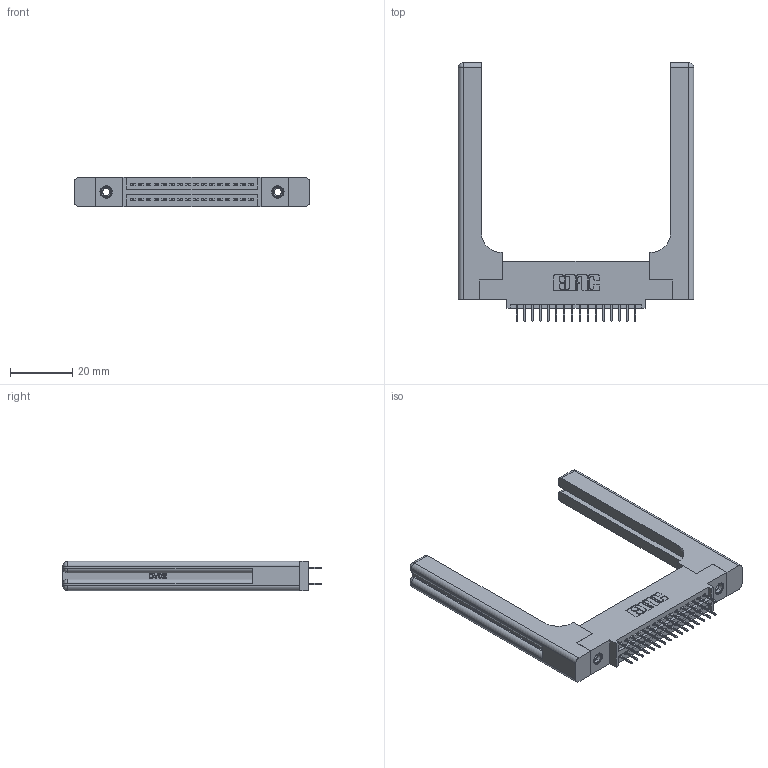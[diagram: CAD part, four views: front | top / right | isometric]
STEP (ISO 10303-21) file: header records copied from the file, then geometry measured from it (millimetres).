
FILE_DESCRIPTION (( 'STEP AP203' ), '1' );
FILE_NAME ('345-032-524-558.STEP', '2019-10-28T03:56:14', ( '' ), ( '' ), 'SwSTEP 2.0', 'SolidWorks 2016', '' );
FILE_SCHEMA (( 'CONFIG_CONTROL_DESIGN' ));
Length unit declared in the file: inch
Products named in the file (5): 345 Part_0.110 Offset - 0.156 Dia-TH; 345-250-001_345-250-001-102; 345-032-524-558; 345-220-058_345-220-058; 345-292-001_345-293-124
Assembly tree (37 placements, depth 2):
  345-032-524-558
    345 Part_0.110 Offset - 0.156 Dia-TH
    345-292-001_345-293-124  x32
    345-250-001_345-250-001-102  x2
    345-220-058_345-220-058  x2
Bounding box: 75.67 x 83.11 x 9.4 mm (x, y, z)
Volume: 15462.3 mm3; surface area: 14848.5 mm2
Topology: 37 solids, 37 shells, 2114 faces, 5915 edges, 3794 vertices
Faces by surface type: plane 1480, cylinder 574, bspline 36, cone 12, sphere 8, torus 4
Entity records: 21442 total; most frequent: CARTESIAN_POINT 4613, ORIENTED_EDGE 3344, DIRECTION 3032, EDGE_CURVE 1672, LINE 1388, VECTOR 1388, VERTEX_POINT 1102, AXIS2_PLACEMENT_3D 822
